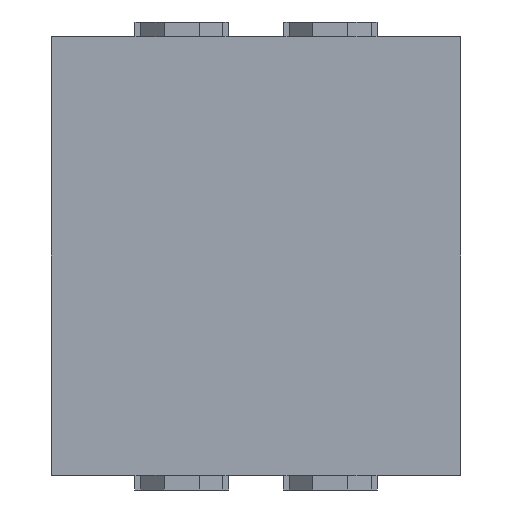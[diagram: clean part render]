
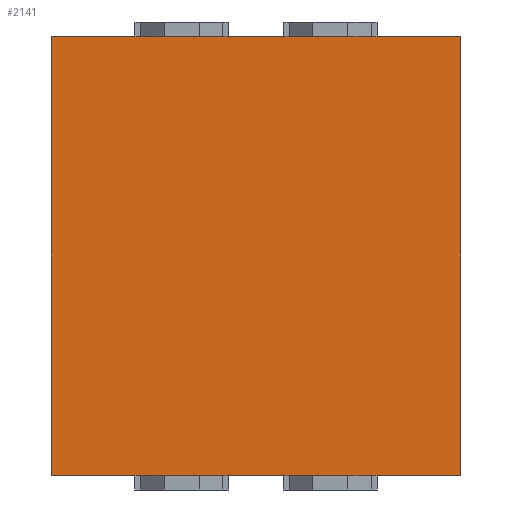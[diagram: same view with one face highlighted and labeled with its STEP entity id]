
A CAD part, front view. The second image highlights one B-rep face of the part: STEP entity #2141.
In plain terms, the highlighted planar face has unit normal (0, -1, 0).
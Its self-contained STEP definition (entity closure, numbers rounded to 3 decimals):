
#3 = VERTEX_POINT ( 'NONE', #2691 ) ;
#26 = EDGE_CURVE ( 'NONE', #3, #103, #2820, .T. ) ;
#38 = ORIENTED_EDGE ( 'NONE', *, *, #2633, .F. ) ;
#103 = VERTEX_POINT ( 'NONE', #414 ) ;
#134 = ORIENTED_EDGE ( 'NONE', *, *, #2718, .F. ) ;
#196 = EDGE_CURVE ( 'NONE', #2320, #2611, #815, .T. ) ;
#414 = CARTESIAN_POINT ( 'NONE',  ( -2.23, 1.3, -3.75 ) ) ;
#578 = LINE ( 'NONE', #579, #580 ) ;
#579 = CARTESIAN_POINT ( 'NONE',  ( -2.23, 1.3, 3.75 ) ) ;
#580 = VECTOR ( 'NONE', #581, 1000. ) ;
#581 = DIRECTION ( 'NONE',  ( 1., 0., 0. ) ) ;
#601 = LINE ( 'NONE', #602, #603 ) ;
#602 = CARTESIAN_POINT ( 'NONE',  ( -2.23, 1.3, -3.75 ) ) ;
#603 = VECTOR ( 'NONE', #606, 1000. ) ;
#606 = DIRECTION ( 'NONE',  ( -1., 0., 0. ) ) ;
#709 = CARTESIAN_POINT ( 'NONE',  ( 1.74, 1.3, 3.75 ) ) ;
#815 = LINE ( 'NONE', #816, #817 ) ;
#816 = CARTESIAN_POINT ( 'NONE',  ( -2.23, 1.3, -3.75 ) ) ;
#817 = VECTOR ( 'NONE', #821, 1000. ) ;
#821 = DIRECTION ( 'NONE',  ( -1., 0., 0. ) ) ;
#895 = EDGE_CURVE ( 'NONE', #2331, #2388, #1513, .T. ) ;
#897 = CARTESIAN_POINT ( 'NONE',  ( 1.74, 1.3, -3.75 ) ) ;
#952 = CARTESIAN_POINT ( 'NONE',  ( 4.77, 1.3, -3.75 ) ) ;
#1006 = CARTESIAN_POINT ( 'NONE',  ( -2.23, 1.3, 3.75 ) ) ;
#1013 = LINE ( 'NONE', #1014, #1015 ) ;
#1014 = CARTESIAN_POINT ( 'NONE',  ( -2.23, 1.3, 3.75 ) ) ;
#1015 = VECTOR ( 'NONE', #1017, 1000. ) ;
#1017 = DIRECTION ( 'NONE',  ( 1., 0., 0. ) ) ;
#1042 = CARTESIAN_POINT ( 'NONE',  ( -0.8, 1.3, 3.75 ) ) ;
#1153 = FACE_OUTER_BOUND ( 'NONE', #2523, .T. ) ;
#1174 = PLANE ( 'NONE',  #1175 ) ;
#1175 = AXIS2_PLACEMENT_3D ( 'NONE', #1176, #1177, #1178 ) ;
#1176 = CARTESIAN_POINT ( 'NONE',  ( -2.23, 1.3, -3.75 ) ) ;
#1177 = DIRECTION ( 'NONE',  ( 0., 1., 0. ) ) ;
#1178 = DIRECTION ( 'NONE',  ( 0., 0., 1. ) ) ;
#1230 = LINE ( 'NONE', #1231, #1232 ) ;
#1231 = CARTESIAN_POINT ( 'NONE',  ( 4.77, 1.3, -3.75 ) ) ;
#1232 = VECTOR ( 'NONE', #1233, 1000. ) ;
#1233 = DIRECTION ( 'NONE',  ( 0., 0., -1. ) ) ;
#1462 = LINE ( 'NONE', #1463, #1464 ) ;
#1463 = CARTESIAN_POINT ( 'NONE',  ( -2.23, 1.3, -3.75 ) ) ;
#1464 = VECTOR ( 'NONE', #1465, 1000. ) ;
#1465 = DIRECTION ( 'NONE',  ( -1., 0., 0. ) ) ;
#1513 = LINE ( 'NONE', #1514, #1515 ) ;
#1514 = CARTESIAN_POINT ( 'NONE',  ( -2.23, 1.3, 3.75 ) ) ;
#1515 = VECTOR ( 'NONE', #1516, 1000. ) ;
#1516 = DIRECTION ( 'NONE',  ( 1., 0., 0. ) ) ;
#1595 = CARTESIAN_POINT ( 'NONE',  ( 0.8, 1.3, -3.75 ) ) ;
#1678 = EDGE_CURVE ( 'NONE', #103, #2521, #1866, .T. ) ;
#1723 = CARTESIAN_POINT ( 'NONE',  ( 0.8, 1.3, 3.75 ) ) ;
#1779 = ORIENTED_EDGE ( 'NONE', *, *, #2330, .F. ) ;
#1846 = CARTESIAN_POINT ( 'NONE',  ( 3.34, 1.3, 3.75 ) ) ;
#1866 = LINE ( 'NONE', #1867, #1868 ) ;
#1867 = CARTESIAN_POINT ( 'NONE',  ( -2.23, 1.3, -3.75 ) ) ;
#1868 = VECTOR ( 'NONE', #1869, 1000. ) ;
#1869 = DIRECTION ( 'NONE',  ( 0., 0., 1. ) ) ;
#2003 = LINE ( 'NONE', #2004, #2005 ) ;
#2004 = CARTESIAN_POINT ( 'NONE',  ( -2.23, 1.3, 3.75 ) ) ;
#2005 = VECTOR ( 'NONE', #2006, 1000. ) ;
#2006 = DIRECTION ( 'NONE',  ( 1., 0., 0. ) ) ;
#2022 = CARTESIAN_POINT ( 'NONE',  ( 4.77, 1.3, 3.75 ) ) ;
#2077 = VERTEX_POINT ( 'NONE', #2022 ) ;
#2128 = ORIENTED_EDGE ( 'NONE', *, *, #2584, .F. ) ;
#2141 = ADVANCED_FACE ( 'NONE', ( #1153 ), #1174, .F. ) ;
#2146 = EDGE_CURVE ( 'NONE', #2077, #2506, #1230, .T. ) ;
#2153 = ORIENTED_EDGE ( 'NONE', *, *, #1678, .F. ) ;
#2258 = ORIENTED_EDGE ( 'NONE', *, *, #2645, .F. ) ;
#2298 = VERTEX_POINT ( 'NONE', #709 ) ;
#2320 = VERTEX_POINT ( 'NONE', #897 ) ;
#2330 = EDGE_CURVE ( 'NONE', #2423, #2077, #1013, .T. ) ;
#2331 = VERTEX_POINT ( 'NONE', #1042 ) ;
#2339 = ORIENTED_EDGE ( 'NONE', *, *, #196, .F. ) ;
#2388 = VERTEX_POINT ( 'NONE', #1723 ) ;
#2417 = ORIENTED_EDGE ( 'NONE', *, *, #2752, .F. ) ;
#2423 = VERTEX_POINT ( 'NONE', #1846 ) ;
#2458 = EDGE_CURVE ( 'NONE', #2521, #2331, #2003, .T. ) ;
#2488 = ORIENTED_EDGE ( 'NONE', *, *, #895, .F. ) ;
#2506 = VERTEX_POINT ( 'NONE', #952 ) ;
#2521 = VERTEX_POINT ( 'NONE', #1006 ) ;
#2523 = EDGE_LOOP ( 'NONE', ( #2153, #2592, #2258, #2339, #2128, #2417, #2541, #1779, #38, #134, #2488, #2534 ) ) ;
#2534 = ORIENTED_EDGE ( 'NONE', *, *, #2458, .F. ) ;
#2541 = ORIENTED_EDGE ( 'NONE', *, *, #2146, .F. ) ;
#2584 = EDGE_CURVE ( 'NONE', #2627, #2320, #1462, .T. ) ;
#2592 = ORIENTED_EDGE ( 'NONE', *, *, #26, .F. ) ;
#2611 = VERTEX_POINT ( 'NONE', #1595 ) ;
#2627 = VERTEX_POINT ( 'NONE', #2729 ) ;
#2633 = EDGE_CURVE ( 'NONE', #2298, #2423, #2792, .T. ) ;
#2645 = EDGE_CURVE ( 'NONE', #2611, #3, #2943, .T. ) ;
#2691 = CARTESIAN_POINT ( 'NONE',  ( -0.8, 1.3, -3.75 ) ) ;
#2718 = EDGE_CURVE ( 'NONE', #2388, #2298, #578, .T. ) ;
#2729 = CARTESIAN_POINT ( 'NONE',  ( 3.34, 1.3, -3.75 ) ) ;
#2752 = EDGE_CURVE ( 'NONE', #2506, #2627, #601, .T. ) ;
#2792 = LINE ( 'NONE', #2793, #2794 ) ;
#2793 = CARTESIAN_POINT ( 'NONE',  ( -2.23, 1.3, 3.75 ) ) ;
#2794 = VECTOR ( 'NONE', #2795, 1000. ) ;
#2795 = DIRECTION ( 'NONE',  ( 1., 0., 0. ) ) ;
#2820 = LINE ( 'NONE', #2821, #2822 ) ;
#2821 = CARTESIAN_POINT ( 'NONE',  ( -2.23, 1.3, -3.75 ) ) ;
#2822 = VECTOR ( 'NONE', #2823, 1000. ) ;
#2823 = DIRECTION ( 'NONE',  ( -1., 0., 0. ) ) ;
#2943 = LINE ( 'NONE', #2944, #2945 ) ;
#2944 = CARTESIAN_POINT ( 'NONE',  ( -2.23, 1.3, -3.75 ) ) ;
#2945 = VECTOR ( 'NONE', #2946, 1000. ) ;
#2946 = DIRECTION ( 'NONE',  ( -1., 0., 0. ) ) ;
